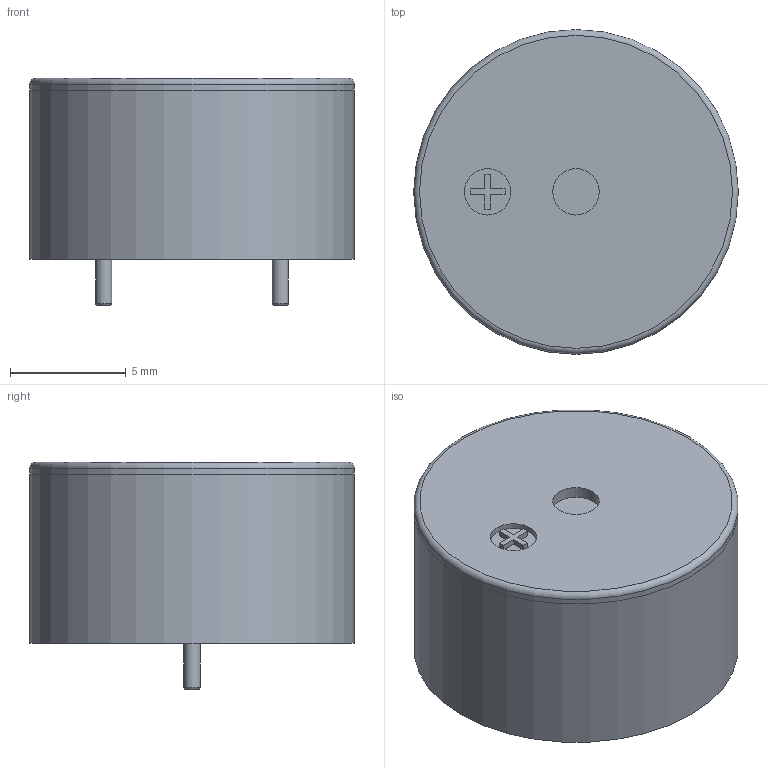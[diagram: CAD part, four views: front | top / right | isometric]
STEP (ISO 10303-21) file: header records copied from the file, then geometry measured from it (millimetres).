
FILE_DESCRIPTION(('FreeCAD Model'),'2;1');
FILE_NAME('KLS3-PB-14x08.step', '2021-03-04T13:28:56',('Author'),(''), 'Open CASCADE STEP processor 7.2','FreeCAD','Unknown');
FILE_SCHEMA(('AUTOMOTIVE_DESIGN { 1 0 10303 214 1 1 1 1 }'));
Length unit declared in the file: millimetre
Products named in the file (3): Membrane; Pins; Body
Bounding box: 14 x 14 x 9.8 mm (x, y, z)
Volume: 363.6 mm3; surface area: 1487.5 mm2
Topology: 4 solids, 4 shells, 37 faces, 68 edges, 44 vertices
Faces by surface type: plane 25, cylinder 9, torus 3
Full cylindrical faces by diameter (mm): 0.7 x2, 2 x2, 13 x3, 14 x2
Entity records: 2060 total; most frequent: CARTESIAN_POINT 301, DIRECTION 288, LINE 150, VECTOR 150, ORIENTED_EDGE 136, PCURVE 136, DEFINITIONAL_REPRESENTATION 136, EDGE_CURVE 68
